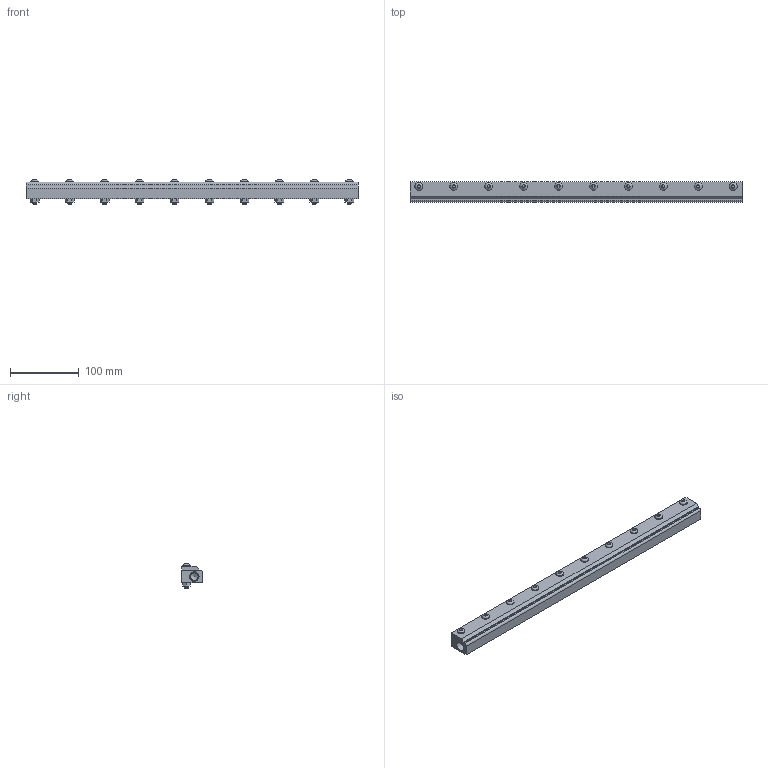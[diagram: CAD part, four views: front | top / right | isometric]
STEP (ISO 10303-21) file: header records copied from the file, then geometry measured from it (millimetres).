
FILE_DESCRIPTION((''),'2;1');
FILE_NAME('2018SS.stp','2010-04-29T09:03:44',('michael witt'),(''),'Autodesk Inventor 2010','Autodesk Inventor 2010','');
FILE_SCHEMA(('AUTOMOTIVE_DESIGN { 1 0 10303 214 1 1 1 1 }'));
Length unit declared in the file: inch
Products named in the file (23): Assembly13; Part518; Part520; Part522; Part524; Part526; Part528; Part530; Part532; Part534; Part536; Part538; Part540; Part542; Part544; Part546; Part548; Part550; Part552; Part554; Part556; Part558; Part560
Assembly tree (22 placements, depth 2):
  Assembly13
    Part518
    Part520
    Part522
    Part524
    Part526
    Part528
    Part530
    Part532
    Part534
    Part536
    Part538
    Part540
    Part542
    Part544
    Part546
    Part548
    Part550
    Part552
    Part554
    Part556
    Part558
    Part560
Bounding box: 482.6 x 30.48 x 35.1 mm (x, y, z)
Volume: 335542.9 mm3; surface area: 95200.6 mm2
Topology: 22 solids, 22 shells, 272 faces, 617 edges, 411 vertices
Faces by surface type: plane 194, cylinder 52, bspline 14, cone 12
Full cylindrical faces by diameter (mm): 6.35 x40, 11.1 x10, 11.113 x1
Entity records: 8283 total; most frequent: CARTESIAN_POINT 1717, DIRECTION 1254, ORIENTED_EDGE 1036, EDGE_CURVE 518, AXIS2_PLACEMENT_3D 433, EDGE_LOOP 430, VERTEX_POINT 388, VECTOR 388
